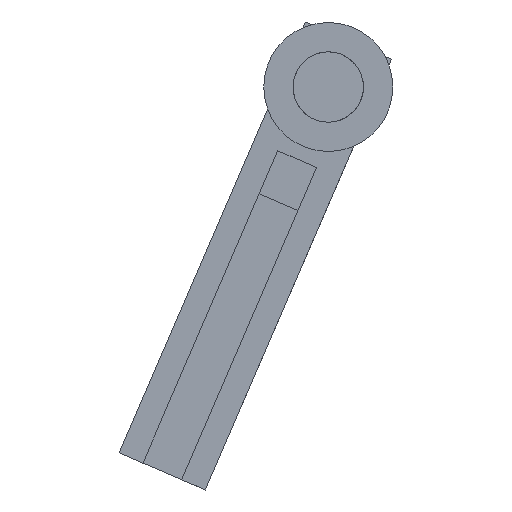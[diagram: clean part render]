
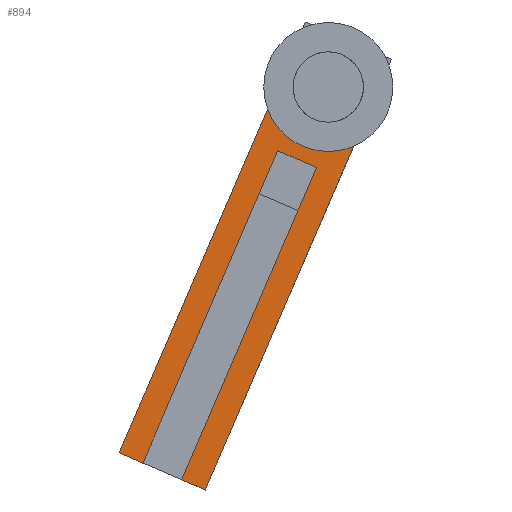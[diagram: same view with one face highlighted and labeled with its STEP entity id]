
A CAD part, front view. The second image highlights one B-rep face of the part: STEP entity #894.
In plain terms, the highlighted planar face has unit normal (0, -1, 0).
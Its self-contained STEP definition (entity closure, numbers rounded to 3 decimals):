
#534=DIRECTION('',(1.,0.,0.));
#535=VECTOR('',#534,1100.);
#536=CARTESIAN_POINT('',(900.,-1750.,0.));
#537=LINE('',#536,#535);
#550=DIRECTION('',(1.,0.,0.));
#551=VECTOR('',#550,1100.);
#552=CARTESIAN_POINT('',(-2000.,-1750.,0.));
#553=LINE('',#552,#551);
#573=DIRECTION('',(-1.,0.,0.));
#574=VECTOR('',#573,1800.);
#575=CARTESIAN_POINT('',(900.,-1750.,14500.));
#576=LINE('',#575,#574);
#577=DIRECTION('',(0.,0.,1.));
#578=VECTOR('',#577,14500.);
#579=CARTESIAN_POINT('',(-900.,-1750.,0.));
#580=LINE('',#579,#578);
#581=DIRECTION('',(0.,0.,1.));
#582=VECTOR('',#581,17845.49);
#583=CARTESIAN_POINT('',(-2000.,-1750.,0.));
#584=LINE('',#583,#582);
#585=CARTESIAN_POINT('',(0.,-1750.,17845.49));
#586=DIRECTION('',(0.,-1.,0.));
#587=DIRECTION('',(-1.,0.,0.));
#588=AXIS2_PLACEMENT_3D('',#585,#586,#587);
#590=DIRECTION('',(0.,0.,1.));
#591=VECTOR('',#590,14500.);
#592=CARTESIAN_POINT('',(900.,-1750.,0.));
#593=LINE('',#592,#591);
#638=DIRECTION('',(0.,0.,1.));
#639=VECTOR('',#638,17845.49);
#640=CARTESIAN_POINT('',(2000.,-1750.,0.));
#641=LINE('',#640,#639);
#714=CARTESIAN_POINT('',(2000.,-1750.,0.));
#716=VERTEX_POINT('',#714);
#720=CARTESIAN_POINT('',(-2000.,-1750.,0.));
#721=VERTEX_POINT('',#720);
#738=CARTESIAN_POINT('',(2000.,-1750.,17845.49));
#739=CARTESIAN_POINT('',(-2000.,-1750.,17845.49));
#740=VERTEX_POINT('',#738);
#741=VERTEX_POINT('',#739);
#758=CARTESIAN_POINT('',(-900.,-1750.,0.));
#760=VERTEX_POINT('',#758);
#772=CARTESIAN_POINT('',(900.,-1750.,0.));
#773=VERTEX_POINT('',#772);
#774=CARTESIAN_POINT('',(900.,-1750.,14500.));
#775=CARTESIAN_POINT('',(-900.,-1750.,14500.));
#776=VERTEX_POINT('',#774);
#777=VERTEX_POINT('',#775);
#874=CARTESIAN_POINT('',(-2000.,-1750.,0.));
#875=DIRECTION('',(0.,-1.,0.));
#876=DIRECTION('',(1.,0.,0.));
#877=AXIS2_PLACEMENT_3D('',#874,#875,#876);
#878=PLANE('',#877);
#880=ORIENTED_EDGE('',*,*,#879,.T.);
#881=ORIENTED_EDGE('',*,*,#823,.F.);
#882=ORIENTED_EDGE('',*,*,#805,.F.);
#884=ORIENTED_EDGE('',*,*,#883,.T.);
#886=ORIENTED_EDGE('',*,*,#885,.T.);
#888=ORIENTED_EDGE('',*,*,#887,.F.);
#889=ORIENTED_EDGE('',*,*,#797,.F.);
#891=ORIENTED_EDGE('',*,*,#890,.T.);
#892=EDGE_LOOP('',(#880,#881,#882,#884,#886,#888,#889,#891));
#893=FACE_OUTER_BOUND('',#892,.F.);
#589=CIRCLE('',#588,2000.);
#797=EDGE_CURVE('',#773,#716,#537,.T.);
#805=EDGE_CURVE('',#721,#760,#553,.T.);
#823=EDGE_CURVE('',#760,#777,#580,.T.);
#879=EDGE_CURVE('',#776,#777,#576,.T.);
#883=EDGE_CURVE('',#721,#741,#584,.T.);
#885=EDGE_CURVE('',#741,#740,#589,.T.);
#887=EDGE_CURVE('',#716,#740,#641,.T.);
#890=EDGE_CURVE('',#773,#776,#593,.T.);
#894=ADVANCED_FACE('',(#893),#878,.T.);
